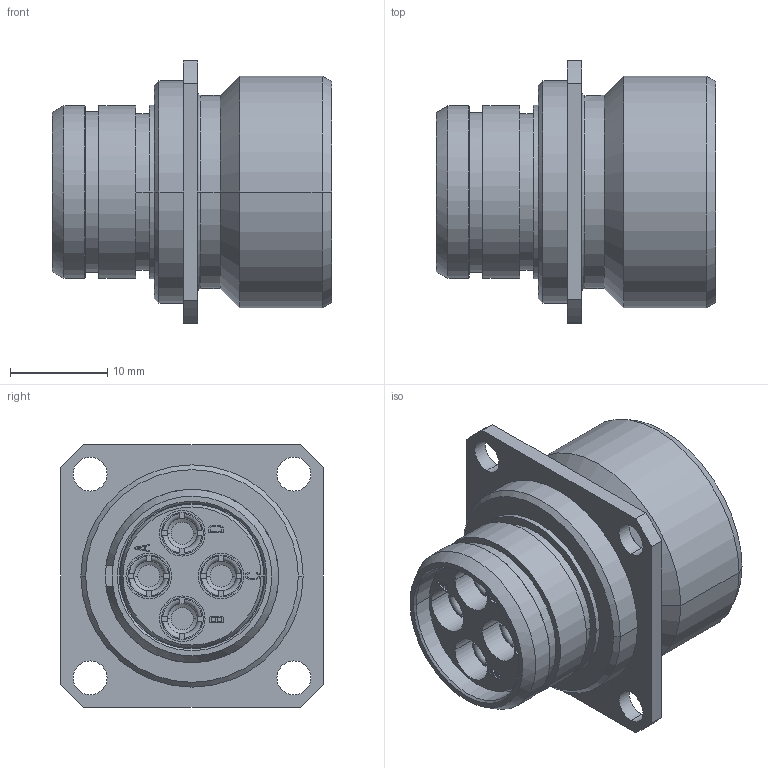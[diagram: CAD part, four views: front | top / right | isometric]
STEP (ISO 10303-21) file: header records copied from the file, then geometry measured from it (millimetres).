
FILE_DESCRIPTION((''),'2;1');
FILE_NAME('1332ER204FS','2024-07-26T08:05:28',('paultorloting'),('NET AG system integration'),'CREO PARAMETRIC BY PTC INC, 2021404','CREO PARAMETRIC BY PTC INC, 2021404','');
FILE_SCHEMA(('AUTOMOTIVE_DESIGN { 1 0 10303 214 1 1 1 1 }'));
Length unit declared in the file: millimetre
Products named in the file (1): 1332ER204FS
Bounding box: 28.8 x 27 x 27 mm (x, y, z)
Volume: 7324.5 mm3; surface area: 8282.1 mm2
Topology: 1 solids, 1 shells, 435 faces, 1126 edges, 725 vertices
Faces by surface type: plane 238, cylinder 114, cone 44, torus 33, bspline 6
Entity records: 20801 total; most frequent: CARTESIAN_POINT 6777, DIRECTION 2240, ORIENTED_EDGE 2236, EDGE_CURVE 1118, AXIS2_PLACEMENT_3D 778, VERTEX_POINT 725, VECTOR 681, LINE 681
